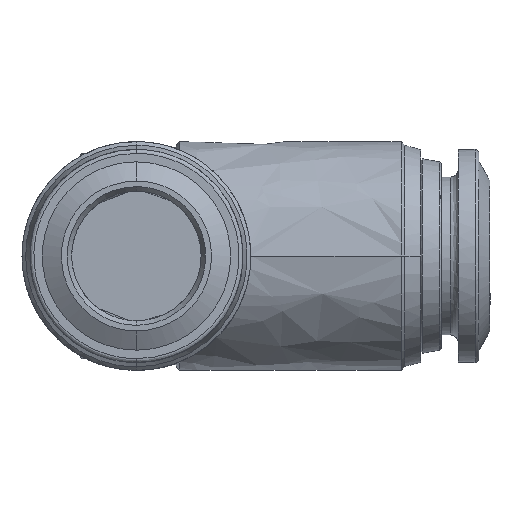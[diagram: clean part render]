
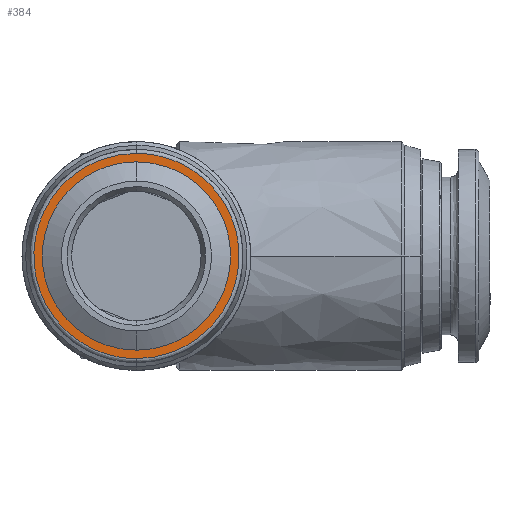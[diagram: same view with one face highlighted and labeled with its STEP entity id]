
A CAD part, left-side view. The second image highlights one B-rep face of the part: STEP entity #384.
In plain terms, the highlighted free-form (B-spline) face has degree [1, 1] with [2, 2] control points.
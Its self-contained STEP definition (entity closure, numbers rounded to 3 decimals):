
#113 = CARTESIAN_POINT ( 'NONE',  ( -24.741, 0.504, 4.77 ) ) ;
#124 = FACE_OUTER_BOUND ( 'NONE', #7969, .T. ) ;
#205 = B_SPLINE_CURVE_WITH_KNOTS ( 'NONE', 3,
 ( #5590, #1239, #1789, #3113, #2488, #2434, #1135, #4967, #6968, #6261, #2461, #6235, #6901, #7605, #3776, #504, #3054, #7540 ),
 .UNSPECIFIED., .F., .F.,
 ( 4, 2, 2, 2, 2, 2, 2, 2, 4 ),
 ( 0., 0.393, 0.785, 1.178, 1.571, 1.963, 2.356, 2.749, 3.142 ),
 .UNSPECIFIED. ) ;
#263 = CARTESIAN_POINT ( 'NONE',  ( -24.741, 4.166, -5.962 ) ) ;
#342 = CARTESIAN_POINT ( 'NONE',  ( -24.741, 7.828, -4.77 ) ) ;
#384 = ADVANCED_FACE ( 'NONE', ( #1632, #124 ), #5971, .T. ) ;
#435 = CARTESIAN_POINT ( 'NONE',  ( -24.741, 10.666, -0.854 ) ) ;
#487 = ORIENTED_EDGE ( 'NONE', *, *, #1368, .T. ) ;
#504 = CARTESIAN_POINT ( 'NONE',  ( -24.741, 2.467, 6.332 ) ) ;
#560 = VERTEX_POINT ( 'NONE', #6580 ) ;
#566 = CARTESIAN_POINT ( 'NONE',  ( -24.741, -2.412, 6.578 ) ) ;
#742 = CARTESIAN_POINT ( 'NONE',  ( -24.741, -1.642, -1.558 ) ) ;
#888 = CARTESIAN_POINT ( 'NONE',  ( -24.741, 4.166, 6.5 ) ) ;
#976 = CARTESIAN_POINT ( 'NONE',  ( -24.741, 5.724, 5.808 ) ) ;
#1023 = CARTESIAN_POINT ( 'NONE',  ( -24.741, 8.159, -5.2 ) ) ;
#1035 = CARTESIAN_POINT ( 'NONE',  ( -24.741, 9.375, -3.005 ) ) ;
#1093 = CARTESIAN_POINT ( 'NONE',  ( -24.741, 4.166, 5.962 ) ) ;
#1135 = CARTESIAN_POINT ( 'NONE',  ( -24.741, -1.512, -3.276 ) ) ;
#1239 = CARTESIAN_POINT ( 'NONE',  ( -24.741, 3.312, -6.5 ) ) ;
#1261 = VERTEX_POINT ( 'NONE', #6581 ) ;
#1368 = EDGE_CURVE ( 'NONE', #1261, #6674, #1506, .T. ) ;
#1506 = B_SPLINE_CURVE_WITH_KNOTS ( 'NONE', 3,
 ( #263, #7317, #1652, #2273, #342, #4931, #1035, #7373, #8042, #6798, #4831, #6742, #7451, #2912, #8013, #976, #1700, #1093 ),
 .UNSPECIFIED., .F., .F.,
 ( 4, 2, 2, 2, 2, 2, 2, 2, 4 ),
 ( 0., 0.393, 0.785, 1.178, 1.571, 1.963, 2.356, 2.749, 3.142 ),
 .UNSPECIFIED. ) ;
#1632 = FACE_BOUND ( 'NONE', #6497, .T. ) ;
#1652 = CARTESIAN_POINT ( 'NONE',  ( -24.741, 5.724, -5.808 ) ) ;
#1700 = CARTESIAN_POINT ( 'NONE',  ( -24.741, 4.949, 5.962 ) ) ;
#1789 = CARTESIAN_POINT ( 'NONE',  ( -24.741, 2.467, -6.332 ) ) ;
#1905 = EDGE_CURVE ( 'NONE', #6674, #1261, #7938, .T. ) ;
#1933 = CARTESIAN_POINT ( 'NONE',  ( -24.741, 3.383, 5.962 ) ) ;
#1981 = CARTESIAN_POINT ( 'NONE',  ( -24.741, 2.608, 5.808 ) ) ;
#2031 = CARTESIAN_POINT ( 'NONE',  ( -24.741, 0.504, -4.77 ) ) ;
#2161 = VERTEX_POINT ( 'NONE', #3104 ) ;
#2185 = CARTESIAN_POINT ( 'NONE',  ( -24.741, 5.865, 6.332 ) ) ;
#2242 = CARTESIAN_POINT ( 'NONE',  ( -24.741, 10.498, 1.699 ) ) ;
#2273 = CARTESIAN_POINT ( 'NONE',  ( -24.741, 7.171, -5.209 ) ) ;
#2318 = CARTESIAN_POINT ( 'NONE',  ( -24.741, 5.02, -6.5 ) ) ;
#2434 = CARTESIAN_POINT ( 'NONE',  ( -24.741, -1.034, -3.993 ) ) ;
#2461 = CARTESIAN_POINT ( 'NONE',  ( -24.741, -2.166, 1.699 ) ) ;
#2488 = CARTESIAN_POINT ( 'NONE',  ( -24.741, 0.173, -5.2 ) ) ;
#2625 = CARTESIAN_POINT ( 'NONE',  ( -24.741, -1.043, 3.005 ) ) ;
#2652 = ORIENTED_EDGE ( 'NONE', *, *, #6634, .T. ) ;
#2912 = CARTESIAN_POINT ( 'NONE',  ( -24.741, 7.828, 4.77 ) ) ;
#2978 = CARTESIAN_POINT ( 'NONE',  ( -24.741, 9.845, -3.276 ) ) ;
#3054 = CARTESIAN_POINT ( 'NONE',  ( -24.741, 3.312, 6.5 ) ) ;
#3104 = CARTESIAN_POINT ( 'NONE',  ( -24.741, 4.166, -6.5 ) ) ;
#3113 = CARTESIAN_POINT ( 'NONE',  ( -24.741, 0.89, -5.679 ) ) ;
#3462 = CARTESIAN_POINT ( 'NONE',  ( -24.741, 8.159, 5.2 ) ) ;
#3492 = CARTESIAN_POINT ( 'NONE',  ( -24.741, 7.442, 5.679 ) ) ;
#3567 = CARTESIAN_POINT ( 'NONE',  ( -24.741, 9.366, -3.993 ) ) ;
#3776 = CARTESIAN_POINT ( 'NONE',  ( -24.741, 0.89, 5.679 ) ) ;
#3819 = CARTESIAN_POINT ( 'NONE',  ( -24.741, 4.166, 5.962 ) ) ;
#3926 = CARTESIAN_POINT ( 'NONE',  ( -24.741, 4.166, -5.962 ) ) ;
#3983 = CARTESIAN_POINT ( 'NONE',  ( -24.741, 4.166, 5.962 ) ) ;
#4303 = CARTESIAN_POINT ( 'NONE',  ( -24.741, 10.498, -1.699 ) ) ;
#4496 = CARTESIAN_POINT ( 'NONE',  ( -24.741, -1.642, 1.558 ) ) ;
#4583 = CARTESIAN_POINT ( 'NONE',  ( -24.741, 1.161, 5.209 ) ) ;
#4608 = CARTESIAN_POINT ( 'NONE',  ( -24.741, -1.796, -0.783 ) ) ;
#4800 = CARTESIAN_POINT ( 'NONE',  ( -24.741, 9.845, 3.276 ) ) ;
#4831 = CARTESIAN_POINT ( 'NONE',  ( -24.741, 9.974, 1.558 ) ) ;
#4869 = CARTESIAN_POINT ( 'NONE',  ( -24.741, 4.166, -6.5 ) ) ;
#4931 = CARTESIAN_POINT ( 'NONE',  ( -24.741, 8.936, -3.662 ) ) ;
#4967 = CARTESIAN_POINT ( 'NONE',  ( -24.741, -2.166, -1.699 ) ) ;
#5105 = CARTESIAN_POINT ( 'NONE',  ( -24.741, -2.412, -6.578 ) ) ;
#5127 = ORIENTED_EDGE ( 'NONE', *, *, #8067, .T. ) ;
#5543 = ORIENTED_EDGE ( 'NONE', *, *, #1905, .T. ) ;
#5545 = CARTESIAN_POINT ( 'NONE',  ( -24.741, 7.442, -5.679 ) ) ;
#5590 = CARTESIAN_POINT ( 'NONE',  ( -24.741, 4.166, -6.5 ) ) ;
#5650 = CARTESIAN_POINT ( 'NONE',  ( -24.741, 10.744, 6.578 ) ) ;
#5767 = CARTESIAN_POINT ( 'NONE',  ( -24.741, -0.604, -3.662 ) ) ;
#5971 = B_SPLINE_SURFACE_WITH_KNOTS ( 'NONE', 1, 1, ( 
 ( #5105, #6376 ),
 ( #566, #5650 ) ),
 .UNSPECIFIED., .F., .F., .F.,
 ( 2, 2 ),
 ( 2, 2 ),
 ( 0., 1. ),
 ( 0., 1. ),
 .UNSPECIFIED. ) ;
#6235 = CARTESIAN_POINT ( 'NONE',  ( -24.741, -1.512, 3.276 ) ) ;
#6261 = CARTESIAN_POINT ( 'NONE',  ( -24.741, -2.334, 0.854 ) ) ;
#6375 = CARTESIAN_POINT ( 'NONE',  ( -24.741, 1.161, -5.209 ) ) ;
#6376 = CARTESIAN_POINT ( 'NONE',  ( -24.741, 10.744, -6.578 ) ) ;
#6440 = CARTESIAN_POINT ( 'NONE',  ( -24.741, -0.604, 3.662 ) ) ;
#6465 = CARTESIAN_POINT ( 'NONE',  ( -24.741, -1.796, 0.783 ) ) ;
#6496 = CARTESIAN_POINT ( 'NONE',  ( -24.741, 2.608, -5.808 ) ) ;
#6497 = EDGE_LOOP ( 'NONE', ( #487, #5543 ) ) ;
#6580 = CARTESIAN_POINT ( 'NONE',  ( -24.741, 4.166, 6.5 ) ) ;
#6581 = CARTESIAN_POINT ( 'NONE',  ( -24.741, 4.166, -5.962 ) ) ;
#6634 = EDGE_CURVE ( 'NONE', #2161, #560, #205, .T. ) ;
#6673 = CARTESIAN_POINT ( 'NONE',  ( -24.741, 5.02, 6.5 ) ) ;
#6674 = VERTEX_POINT ( 'NONE', #3819 ) ;
#6742 = CARTESIAN_POINT ( 'NONE',  ( -24.741, 9.375, 3.005 ) ) ;
#6787 = CARTESIAN_POINT ( 'NONE',  ( -24.741, 5.865, -6.332 ) ) ;
#6798 = CARTESIAN_POINT ( 'NONE',  ( -24.741, 10.129, 0.783 ) ) ;
#6901 = CARTESIAN_POINT ( 'NONE',  ( -24.741, -1.034, 3.993 ) ) ;
#6968 = CARTESIAN_POINT ( 'NONE',  ( -24.741, -2.334, -0.854 ) ) ;
#7104 = CARTESIAN_POINT ( 'NONE',  ( -24.741, -1.043, -3.005 ) ) ;
#7199 = B_SPLINE_CURVE_WITH_KNOTS ( 'NONE', 3,
 ( #888, #6673, #2185, #3492, #3462, #7951, #4800, #2242, #7973, #435, #4303, #2978, #3567, #1023, #5545, #6787, #2318, #4869 ),
 .UNSPECIFIED., .F., .F.,
 ( 4, 2, 2, 2, 2, 2, 2, 2, 4 ),
 ( 0., 0.393, 0.785, 1.178, 1.571, 1.963, 2.356, 2.749, 3.142 ),
 .UNSPECIFIED. ) ;
#7317 = CARTESIAN_POINT ( 'NONE',  ( -24.741, 4.949, -5.962 ) ) ;
#7373 = CARTESIAN_POINT ( 'NONE',  ( -24.741, 9.974, -1.558 ) ) ;
#7451 = CARTESIAN_POINT ( 'NONE',  ( -24.741, 8.936, 3.662 ) ) ;
#7540 = CARTESIAN_POINT ( 'NONE',  ( -24.741, 4.166, 6.5 ) ) ;
#7605 = CARTESIAN_POINT ( 'NONE',  ( -24.741, 0.173, 5.2 ) ) ;
#7739 = CARTESIAN_POINT ( 'NONE',  ( -24.741, 3.383, -5.962 ) ) ;
#7938 = B_SPLINE_CURVE_WITH_KNOTS ( 'NONE', 3,
 ( #3983, #1933, #1981, #4583, #113, #6440, #2625, #4496, #6465, #4608, #742, #7104, #5767, #2031, #6375, #6496, #7739, #3926 ),
 .UNSPECIFIED., .F., .F.,
 ( 4, 2, 2, 2, 2, 2, 2, 2, 4 ),
 ( 0., 0.393, 0.785, 1.178, 1.571, 1.963, 2.356, 2.749, 3.142 ),
 .UNSPECIFIED. ) ;
#7951 = CARTESIAN_POINT ( 'NONE',  ( -24.741, 9.366, 3.993 ) ) ;
#7969 = EDGE_LOOP ( 'NONE', ( #5127, #2652 ) ) ;
#7973 = CARTESIAN_POINT ( 'NONE',  ( -24.741, 10.666, 0.854 ) ) ;
#8013 = CARTESIAN_POINT ( 'NONE',  ( -24.741, 7.171, 5.209 ) ) ;
#8042 = CARTESIAN_POINT ( 'NONE',  ( -24.741, 10.129, -0.783 ) ) ;
#8067 = EDGE_CURVE ( 'NONE', #560, #2161, #7199, .T. ) ;
